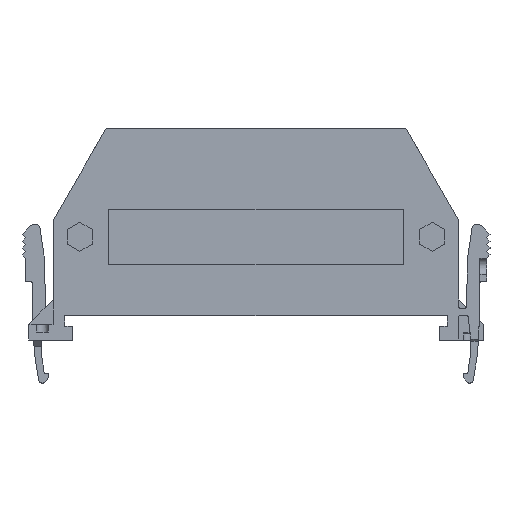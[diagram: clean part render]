
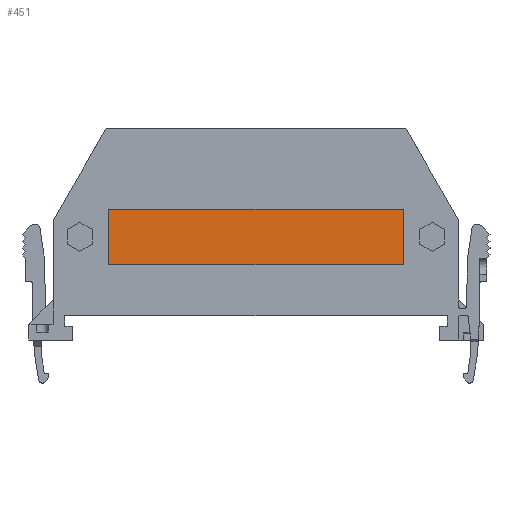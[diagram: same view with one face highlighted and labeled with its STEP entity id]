
A CAD part, top view. The second image highlights one B-rep face of the part: STEP entity #451.
In plain terms, the highlighted planar face has unit normal (0, 0, 1).
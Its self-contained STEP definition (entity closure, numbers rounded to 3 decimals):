
#451=ADVANCED_FACE('',(#965),#728,.F.);
#728=PLANE('',#5883);
#965=FACE_OUTER_BOUND('',#1233,.T.);
#1233=EDGE_LOOP('',(#1526,#1527,#1528,#1529));
#1526=ORIENTED_EDGE('',*,*,#3644,.T.);
#1527=ORIENTED_EDGE('',*,*,#3641,.T.);
#1528=ORIENTED_EDGE('',*,*,#3645,.T.);
#1529=ORIENTED_EDGE('',*,*,#3646,.T.);
#3115=VERTEX_POINT('',#7710);
#3116=VERTEX_POINT('',#7712);
#3118=VERTEX_POINT('',#7718);
#3119=VERTEX_POINT('',#7720);
#3641=EDGE_CURVE('',#3116,#3115,#4437,.T.);
#3644=EDGE_CURVE('',#3118,#3116,#4440,.T.);
#3645=EDGE_CURVE('',#3115,#3119,#4441,.T.);
#3646=EDGE_CURVE('',#3119,#3118,#4442,.T.);
#4437=LINE('',#7711,#5134);
#4440=LINE('',#7717,#5137);
#4441=LINE('',#7719,#5138);
#4442=LINE('',#7721,#5139);
#5134=VECTOR('',#6260,1.);
#5137=VECTOR('',#6265,1.);
#5138=VECTOR('',#6266,1.);
#5139=VECTOR('',#6267,1.);
#5883=AXIS2_PLACEMENT_3D('',#7722,#6268,#6269);
#6260=DIRECTION('',(1.,0.,0.));
#6265=DIRECTION('',(0.,-1.,0.));
#6266=DIRECTION('',(0.,1.,0.));
#6267=DIRECTION('',(-1.,0.,0.));
#6268=DIRECTION('',(0.,0.,-1.));
#6269=DIRECTION('',(1.,0.,0.));
#7710=CARTESIAN_POINT('',(77.25,16.6,14.7));
#7711=CARTESIAN_POINT('',(12.45,16.6,14.7));
#7712=CARTESIAN_POINT('',(12.45,16.6,14.7));
#7717=CARTESIAN_POINT('',(12.45,28.8,14.7));
#7718=CARTESIAN_POINT('',(12.45,28.8,14.7));
#7719=CARTESIAN_POINT('',(77.25,16.6,14.7));
#7720=CARTESIAN_POINT('',(77.25,28.8,14.7));
#7721=CARTESIAN_POINT('',(77.25,28.8,14.7));
#7722=CARTESIAN_POINT('',(9.21,29.41,14.7));
